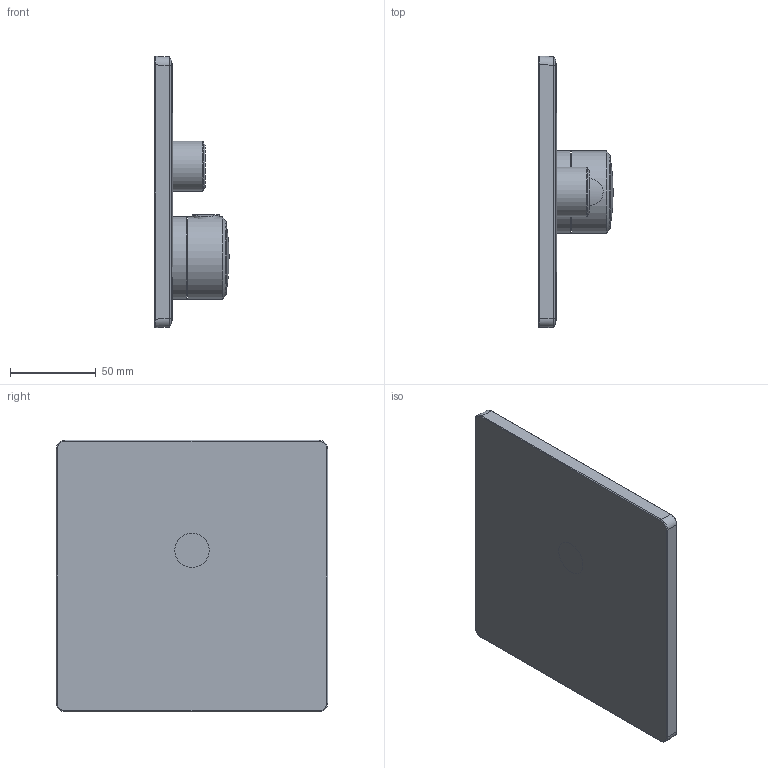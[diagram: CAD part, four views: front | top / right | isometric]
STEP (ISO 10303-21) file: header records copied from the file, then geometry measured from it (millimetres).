
FILE_DESCRIPTION(/* description */ ('Unknown'),/* implementation_level */ '2;1');
FILE_NAME(/* name */ '29123000',/* time_stamp */ '2022-09-10T05:24:58+02:00',/* author */ ('Unknown'),/* organization */ ('GROHE AG'),/* preprocessor_version */ 'ST-DEVELOPER v16.7',/* originating_system */ 'DEX',/* authorisation */ $);
FILE_SCHEMA (('AUTOMOTIVE_DESIGN {1 0 10303 214 3 1 1}'));
Length unit declared in the file: millimetre
Products named in the file (7): 29123000; 29123000_0; 29123000_1; 29123000_2; 29123000_3; 160617_SMC_TurningKnob_Housing_facetted_29mm_Lob
Assembly tree (6 placements, depth 2):
  29123000
    29123000
    29123000_0
    29123000_1
    29123000_2
    29123000_3
    160617_SMC_TurningKnob_Housing_facetted_29mm_Lob
Bounding box: 43.31 x 157.96 x 157.96 mm (x, y, z)
Volume: 335784 mm3; surface area: 81918.6 mm2
Topology: 6 solids, 7 shells, 70 faces, 130 edges, 76 vertices
Faces by surface type: plane 22, cylinder 22, bspline 21, cone 3, sphere 1, torus 1
Full cylindrical faces by diameter (mm): 15.6 x1, 20 x1, 29 x1, 42 x1, 42.1 x1, 42.8 x1, 45.2 x1, 48 x1, 48.18 x1
Entity records: 2266 total; most frequent: CARTESIAN_POINT 849, ORIENTED_EDGE 220, DIRECTION 210, EDGE_CURVE 110, AXIS2_PLACEMENT_3D 93, EDGE_LOOP 86, FACE_BOUND 86, VERTEX_POINT 70
